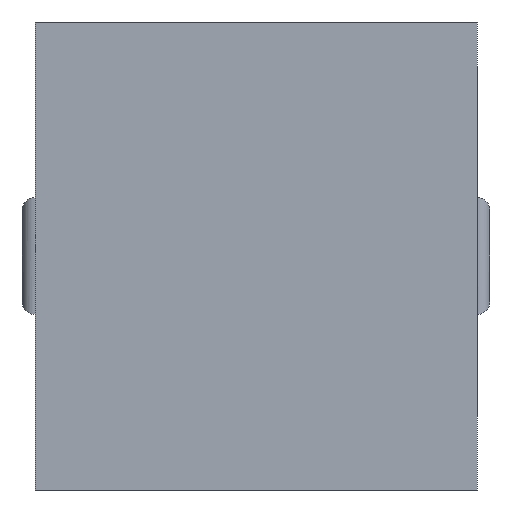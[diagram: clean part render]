
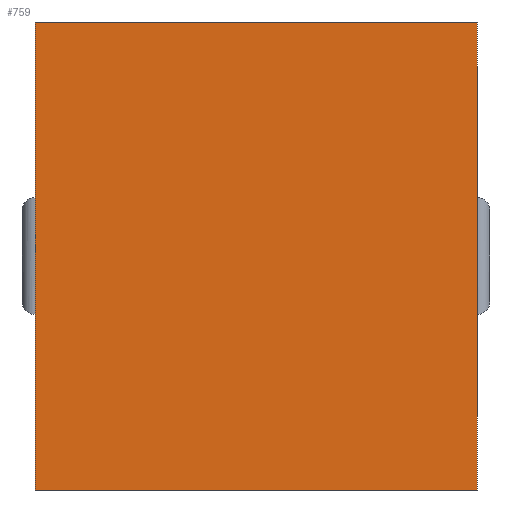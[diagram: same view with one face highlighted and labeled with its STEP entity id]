
A CAD part, front view. The second image highlights one B-rep face of the part: STEP entity #759.
In plain terms, the highlighted planar face has unit normal (0, -1, 0).
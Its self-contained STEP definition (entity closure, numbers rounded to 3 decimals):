
#17 = VECTOR ( 'NONE', #1317, 1000. ) ;
#120 = VERTEX_POINT ( 'NONE', #775 ) ;
#287 = CARTESIAN_POINT ( 'NONE',  ( 0., 0., 5.4 ) ) ;
#532 = VERTEX_POINT ( 'NONE', #1198 ) ;
#648 = CARTESIAN_POINT ( 'NONE',  ( 0., 0., 5.4 ) ) ;
#759 = ADVANCED_FACE ( 'NONE', ( #3003 ), #1044, .F. ) ;
#774 = EDGE_LOOP ( 'NONE', ( #1665, #1697, #1083, #907 ) ) ;
#775 = CARTESIAN_POINT ( 'NONE',  ( 5.1, 0., 5.4 ) ) ;
#801 = CARTESIAN_POINT ( 'NONE',  ( 0., 0., 0. ) ) ;
#907 = ORIENTED_EDGE ( 'NONE', *, *, #953, .T. ) ;
#953 = EDGE_CURVE ( 'NONE', #2065, #532, #1684, .T. ) ;
#971 = EDGE_CURVE ( 'NONE', #120, #2545, #2602, .T. ) ;
#1044 = PLANE ( 'NONE',  #1323 ) ;
#1083 = ORIENTED_EDGE ( 'NONE', *, *, #3319, .F. ) ;
#1128 = EDGE_CURVE ( 'NONE', #532, #2545, #3112, .T. ) ;
#1184 = CARTESIAN_POINT ( 'NONE',  ( 5.1, 0., 5.4 ) ) ;
#1198 = CARTESIAN_POINT ( 'NONE',  ( 0., 0., 0. ) ) ;
#1317 = DIRECTION ( 'NONE',  ( 1., 0., 0. ) ) ;
#1323 = AXIS2_PLACEMENT_3D ( 'NONE', #287, #2878, #2619 ) ;
#1621 = VECTOR ( 'NONE', #1943, 1000. ) ;
#1665 = ORIENTED_EDGE ( 'NONE', *, *, #1128, .T. ) ;
#1684 = LINE ( 'NONE', #1937, #1755 ) ;
#1697 = ORIENTED_EDGE ( 'NONE', *, *, #971, .F. ) ;
#1755 = VECTOR ( 'NONE', #2764, 1000. ) ;
#1916 = DIRECTION ( 'NONE',  ( 0., 0., -1. ) ) ;
#1937 = CARTESIAN_POINT ( 'NONE',  ( 0., 0., 5.4 ) ) ;
#1943 = DIRECTION ( 'NONE',  ( 1., 0., 0. ) ) ;
#2065 = VERTEX_POINT ( 'NONE', #648 ) ;
#2139 = LINE ( 'NONE', #2454, #1621 ) ;
#2454 = CARTESIAN_POINT ( 'NONE',  ( 0., 0., 5.4 ) ) ;
#2545 = VERTEX_POINT ( 'NONE', #3218 ) ;
#2602 = LINE ( 'NONE', #1184, #2997 ) ;
#2619 = DIRECTION ( 'NONE',  ( 0., 0., 1. ) ) ;
#2764 = DIRECTION ( 'NONE',  ( 0., 0., -1. ) ) ;
#2878 = DIRECTION ( 'NONE',  ( 0., 1., 0. ) ) ;
#2997 = VECTOR ( 'NONE', #1916, 1000. ) ;
#3003 = FACE_OUTER_BOUND ( 'NONE', #774, .T. ) ;
#3112 = LINE ( 'NONE', #801, #17 ) ;
#3218 = CARTESIAN_POINT ( 'NONE',  ( 5.1, 0., 0. ) ) ;
#3319 = EDGE_CURVE ( 'NONE', #2065, #120, #2139, .T. ) ;
